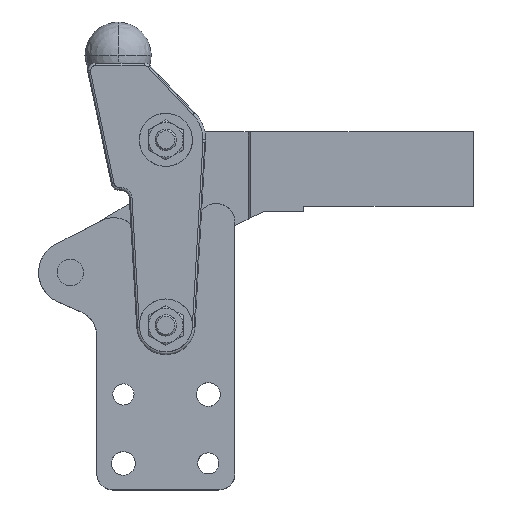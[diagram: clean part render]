
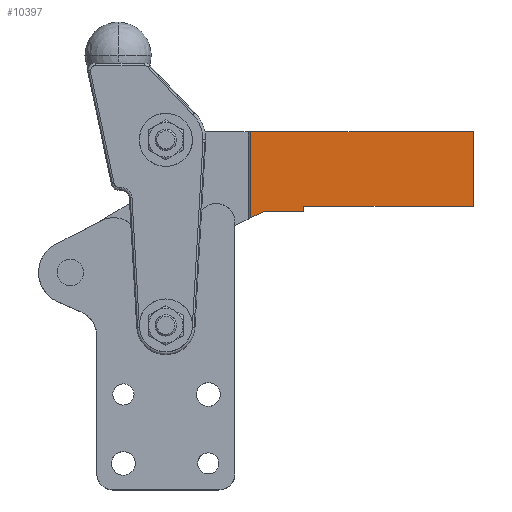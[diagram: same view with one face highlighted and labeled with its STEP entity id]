
A CAD part, top view. The second image highlights one B-rep face of the part: STEP entity #10397.
In plain terms, the highlighted planar face has unit normal (0, 0, 1).
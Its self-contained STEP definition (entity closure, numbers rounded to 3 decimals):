
#10346=AXIS2_PLACEMENT_3D('Plane Axis2P3D',#10343,#10344,#10345) ;
#10307=CARTESIAN_POINT('Vertex',(620.792,185.653,-3.5)) ;
#10321=CARTESIAN_POINT('Vertex',(620.792,213.653,-3.5)) ;
#10324=CARTESIAN_POINT('Line Origine',(620.792,199.653,-3.5)) ;
#10343=CARTESIAN_POINT('Axis2P3D Location',(607.489,199.208,-3.5)) ;
#10348=CARTESIAN_POINT('Line Origine',(578.792,213.653,-3.5)) ;
#10352=CARTESIAN_POINT('Vertex',(536.792,213.653,-3.5)) ;
#10355=CARTESIAN_POINT('Line Origine',(536.792,197.466,-3.5)) ;
#10359=CARTESIAN_POINT('Vertex',(536.792,181.28,-3.5)) ;
#10362=CARTESIAN_POINT('Line Origine',(539.221,182.466,-3.5)) ;
#10366=CARTESIAN_POINT('Vertex',(541.651,183.653,-3.5)) ;
#10369=CARTESIAN_POINT('Line Origine',(549.221,183.653,-3.5)) ;
#10373=CARTESIAN_POINT('Vertex',(556.792,183.653,-3.5)) ;
#10376=CARTESIAN_POINT('Line Origine',(556.792,184.653,-3.5)) ;
#10380=CARTESIAN_POINT('Vertex',(556.792,185.653,-3.5)) ;
#10383=CARTESIAN_POINT('Line Origine',(588.792,185.653,-3.5)) ;
#10325=DIRECTION('Vector Direction',(0.,1.,0.)) ;
#10344=DIRECTION('Axis2P3D Direction',(0.,0.,-1.)) ;
#10345=DIRECTION('Axis2P3D XDirection',(-1.,0.,0.)) ;
#10349=DIRECTION('Vector Direction',(1.,0.,0.)) ;
#10356=DIRECTION('Vector Direction',(0.,1.,0.)) ;
#10363=DIRECTION('Vector Direction',(-0.899,-0.439,0.)) ;
#10370=DIRECTION('Vector Direction',(-1.,0.,0.)) ;
#10377=DIRECTION('Vector Direction',(0.,-1.,0.)) ;
#10384=DIRECTION('Vector Direction',(-1.,0.,0.)) ;
#10326=VECTOR('Line Direction',#10325,1.) ;
#10350=VECTOR('Line Direction',#10349,1.) ;
#10357=VECTOR('Line Direction',#10356,1.) ;
#10364=VECTOR('Line Direction',#10363,1.) ;
#10371=VECTOR('Line Direction',#10370,1.) ;
#10378=VECTOR('Line Direction',#10377,1.) ;
#10385=VECTOR('Line Direction',#10384,1.) ;
#10389=ORIENTED_EDGE('',*,*,#10328,.T.) ;
#10390=ORIENTED_EDGE('',*,*,#10354,.F.) ;
#10391=ORIENTED_EDGE('',*,*,#10361,.F.) ;
#10392=ORIENTED_EDGE('',*,*,#10368,.F.) ;
#10393=ORIENTED_EDGE('',*,*,#10375,.F.) ;
#10394=ORIENTED_EDGE('',*,*,#10382,.F.) ;
#10395=ORIENTED_EDGE('',*,*,#10387,.F.) ;
#10397=ADVANCED_FACE('MODULSPANNER_TS_V_HD_1300_BW15_1_97_A_357835',(#10396),#10347,.F.) ;
#10328=EDGE_CURVE('',#10308,#10322,#10327,.T.) ;
#10354=EDGE_CURVE('',#10353,#10322,#10351,.T.) ;
#10361=EDGE_CURVE('',#10360,#10353,#10358,.T.) ;
#10368=EDGE_CURVE('',#10367,#10360,#10365,.T.) ;
#10375=EDGE_CURVE('',#10374,#10367,#10372,.T.) ;
#10382=EDGE_CURVE('',#10381,#10374,#10379,.T.) ;
#10387=EDGE_CURVE('',#10308,#10381,#10386,.T.) ;
#10388=EDGE_LOOP('',(#10389,#10390,#10391,#10392,#10393,#10394,#10395)) ;
#10396=FACE_OUTER_BOUND('',#10388,.T.) ;
#10327=LINE('Line',#10324,#10326) ;
#10351=LINE('Line',#10348,#10350) ;
#10358=LINE('Line',#10355,#10357) ;
#10365=LINE('Line',#10362,#10364) ;
#10372=LINE('Line',#10369,#10371) ;
#10379=LINE('Line',#10376,#10378) ;
#10386=LINE('Line',#10383,#10385) ;
#10347=PLANE('Plane',#10346) ;
#10308=VERTEX_POINT('',#10307) ;
#10322=VERTEX_POINT('',#10321) ;
#10353=VERTEX_POINT('',#10352) ;
#10360=VERTEX_POINT('',#10359) ;
#10367=VERTEX_POINT('',#10366) ;
#10374=VERTEX_POINT('',#10373) ;
#10381=VERTEX_POINT('',#10380) ;
